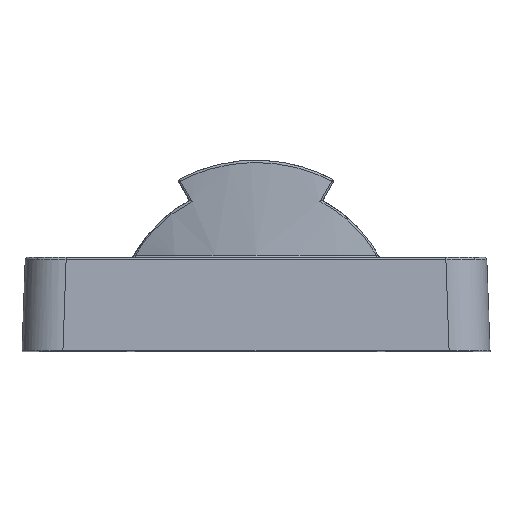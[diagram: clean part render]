
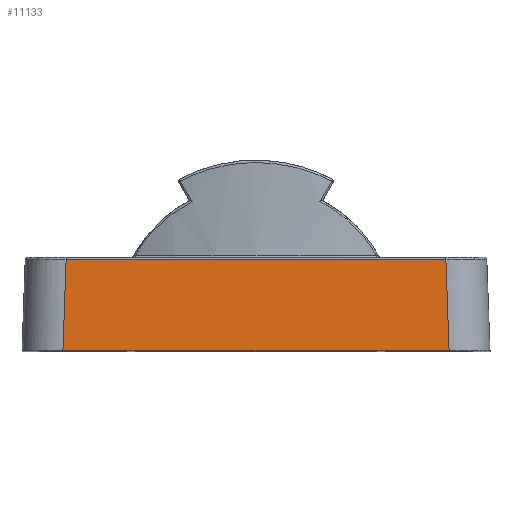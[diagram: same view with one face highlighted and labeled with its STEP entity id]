
A CAD part, top view. The second image highlights one B-rep face of the part: STEP entity #11133.
In plain terms, the highlighted planar face has unit normal (0, 0.035, 0.999).
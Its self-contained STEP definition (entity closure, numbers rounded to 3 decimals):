
#444=DIRECTION('',(-1.,0.,0.));
#445=VECTOR('',#444,33.004);
#446=CARTESIAN_POINT('',(16.502,0.,20.));
#447=LINE('',#446,#445);
#927=CARTESIAN_POINT('',(-16.502,0.,20.));
#950=DIRECTION('',(-0.035,0.999,-0.035));
#951=VECTOR('',#950,7.816);
#952=CARTESIAN_POINT('',(16.502,0.,20.));
#953=LINE('',#952,#951);
#957=DIRECTION('',(-0.035,-0.999,0.035));
#958=VECTOR('',#957,7.816);
#959=CARTESIAN_POINT('',(-16.23,7.807,19.727));
#960=LINE('',#959,#958);
#964=CARTESIAN_POINT('',(16.502,0.,20.));
#1279=DIRECTION('',(1.,0.,0.));
#1280=VECTOR('',#1279,32.459);
#1281=CARTESIAN_POINT('',(-16.23,7.807,19.727));
#1282=LINE('',#1281,#1280);
#10422=CARTESIAN_POINT('',(-16.23,7.807,
19.727));
#10423=VERTEX_POINT('',#10422);
#10458=VERTEX_POINT('',#927);
#10459=VERTEX_POINT('',#964);
#10522=CARTESIAN_POINT('',(16.23,7.807,19.727));
#10524=VERTEX_POINT('',#10522);
#11120=CARTESIAN_POINT('',(-20.,0.,20.));
#11121=DIRECTION('',(0.,0.035,0.999));
#11122=DIRECTION('',(0.,-0.999,0.035));
#11123=AXIS2_PLACEMENT_3D('',#11120,#11121,#11122);
#11124=PLANE('',#11123);
#11126=ORIENTED_EDGE('',*,*,#11125,.F.);
#11127=ORIENTED_EDGE('',*,*,#10785,.T.);
#11128=ORIENTED_EDGE('',*,*,#11102,.F.);
#11130=ORIENTED_EDGE('',*,*,#11129,.T.);
#11131=EDGE_LOOP('',(#11126,#11127,#11128,#11130));
#11132=FACE_OUTER_BOUND('',#11131,.F.);
#10785=EDGE_CURVE('',#10459,#10458,#447,.T.);
#11102=EDGE_CURVE('',#10423,#10458,#960,.T.);
#11125=EDGE_CURVE('',#10459,#10524,#953,.T.);
#11129=EDGE_CURVE('',#10423,#10524,#1282,.T.);
#11133=ADVANCED_FACE('',(#11132),#11124,.T.);
